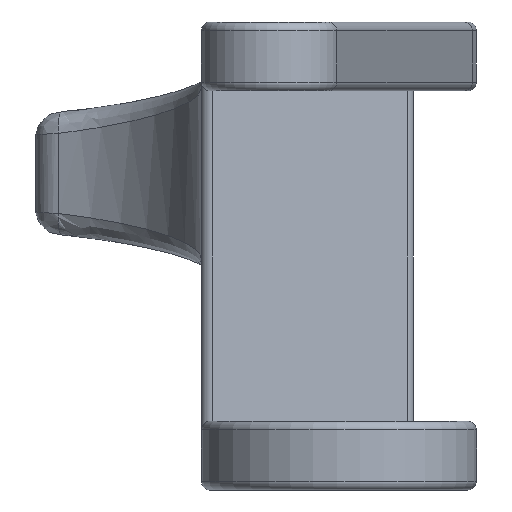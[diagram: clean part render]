
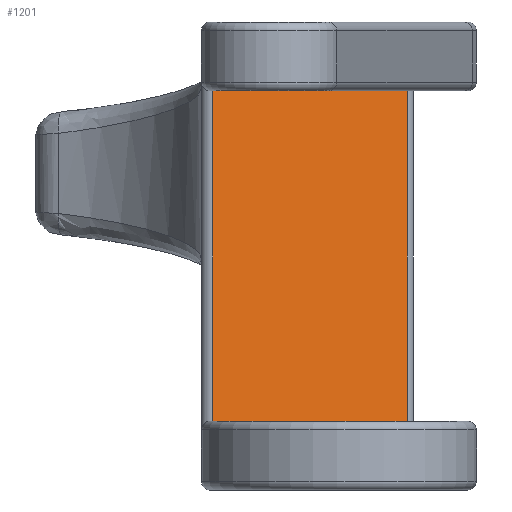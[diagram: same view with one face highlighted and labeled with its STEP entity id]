
A CAD part, left-side view. The second image highlights one B-rep face of the part: STEP entity #1201.
In plain terms, the highlighted planar face has unit normal (-0.951, -0.309, 0).
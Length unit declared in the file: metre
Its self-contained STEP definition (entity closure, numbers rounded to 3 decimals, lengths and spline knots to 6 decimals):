
#175=LINE('',#1898,#246);
#216=LINE('',#2027,#287);
#217=LINE('',#2030,#288);
#218=LINE('',#2031,#289);
#246=VECTOR('',#1476,1.);
#287=VECTOR('',#1571,1.);
#288=VECTOR('',#1572,1.);
#289=VECTOR('',#1573,1.);
#390=ORIENTED_EDGE('',*,*,#740,.F.);
#391=ORIENTED_EDGE('',*,*,#741,.T.);
#392=ORIENTED_EDGE('',*,*,#680,.T.);
#393=ORIENTED_EDGE('',*,*,#742,.T.);
#680=EDGE_CURVE('',#859,#858,#175,.T.);
#740=EDGE_CURVE('',#912,#913,#216,.T.);
#741=EDGE_CURVE('',#912,#859,#217,.T.);
#742=EDGE_CURVE('',#858,#913,#218,.F.);
#858=VERTEX_POINT('',#1897);
#859=VERTEX_POINT('',#1899);
#912=VERTEX_POINT('',#2028);
#913=VERTEX_POINT('',#2029);
#995=EDGE_LOOP('',(#390,#391,#392,#393));
#1094=FACE_BOUND('',#995,.T.);
#1183=PLANE('',#1312);
#1201=ADVANCED_FACE('',(#1094),#1183,.F.);
#1312=AXIS2_PLACEMENT_3D('',#2026,#1569,#1570);
#1476=DIRECTION('',(-0.309,0.951,0.));
#1569=DIRECTION('',(0.951,0.309,0.));
#1570=DIRECTION('',(-0.309,0.951,0.));
#1571=DIRECTION('',(-0.309,0.951,0.));
#1572=DIRECTION('',(0.,0.,1.));
#1573=DIRECTION('',(0.,0.,1.));
#1897=CARTESIAN_POINT('',(0.006637,0.002655,-0.003175));
#1898=CARTESIAN_POINT('',(0.009681,-0.006704,-0.003175));
#1899=CARTESIAN_POINT('',(0.009558,-0.006327,-0.003175));
#2026=CARTESIAN_POINT('',(0.009681,-0.006704,-0.018415));
#2027=CARTESIAN_POINT('',(0.009681,-0.006704,-0.018415));
#2028=CARTESIAN_POINT('',(0.009558,-0.006327,-0.018415));
#2029=CARTESIAN_POINT('',(0.006637,0.002655,-0.018415));
#2030=CARTESIAN_POINT('',(0.009558,-0.006327,-0.003175));
#2031=CARTESIAN_POINT('',(0.006637,0.002655,-0.018415));
